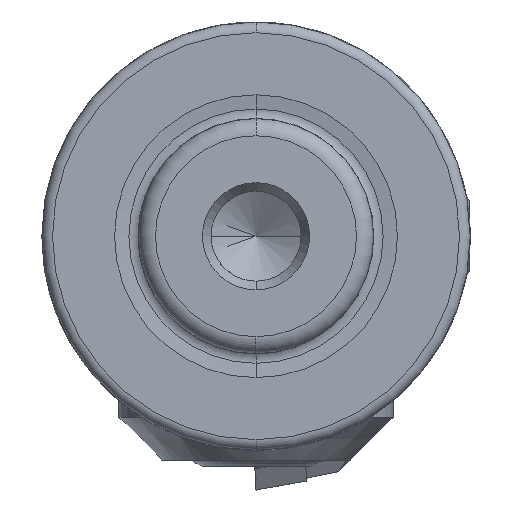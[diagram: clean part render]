
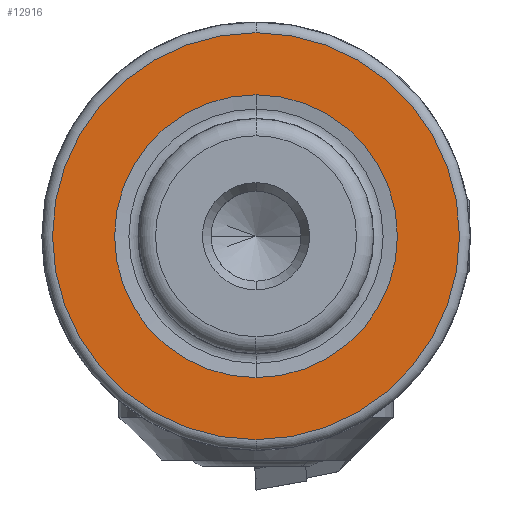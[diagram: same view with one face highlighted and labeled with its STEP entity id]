
A CAD part, left-side view. The second image highlights one B-rep face of the part: STEP entity #12916.
In plain terms, the highlighted planar face has unit normal (-1, 0, 0).
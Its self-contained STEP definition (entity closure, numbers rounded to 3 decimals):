
#219 = DIRECTION ( 'NONE',  ( -1., 0., 0. ) ) ;
#954 = CIRCLE ( 'NONE', #21688, 6.603 ) ;
#1081 = PLANE ( 'NONE',  #9200 ) ;
#1432 = EDGE_LOOP ( 'NONE', ( #4644, #8980 ) ) ;
#1797 = FACE_BOUND ( 'NONE', #1432, .T. ) ;
#2664 = VERTEX_POINT ( 'NONE', #19740 ) ;
#3206 = DIRECTION ( 'NONE',  ( 1., 0., 0. ) ) ;
#3470 = CARTESIAN_POINT ( 'NONE',  ( 0., 0., 0. ) ) ;
#3671 = CIRCLE ( 'NONE', #3868, 9.5 ) ;
#3868 = AXIS2_PLACEMENT_3D ( 'NONE', #11976, #27122, #14189 ) ;
#4644 = ORIENTED_EDGE ( 'NONE', *, *, #26610, .F. ) ;
#4785 = VERTEX_POINT ( 'NONE', #27767 ) ;
#4889 = EDGE_CURVE ( 'NONE', #11042, #15932, #6761, .T. ) ;
#5600 = DIRECTION ( 'NONE',  ( 0., 0., 1. ) ) ;
#6175 = EDGE_CURVE ( 'NONE', #15932, #11042, #3671, .T. ) ;
#6761 = CIRCLE ( 'NONE', #16762, 9.5 ) ;
#8980 = ORIENTED_EDGE ( 'NONE', *, *, #25762, .F. ) ;
#9200 = AXIS2_PLACEMENT_3D ( 'NONE', #13923, #3206, #18231 ) ;
#10555 = CARTESIAN_POINT ( 'NONE',  ( 0., 0., 9.5 ) ) ;
#10766 = CARTESIAN_POINT ( 'NONE',  ( 0., 0., 0. ) ) ;
#10788 = CARTESIAN_POINT ( 'NONE',  ( 0., 0., -9.5 ) ) ;
#11042 = VERTEX_POINT ( 'NONE', #10788 ) ;
#11976 = CARTESIAN_POINT ( 'NONE',  ( 0., 0., 0. ) ) ;
#12620 = AXIS2_PLACEMENT_3D ( 'NONE', #3470, #18474, #5600 ) ;
#12916 = ADVANCED_FACE ( 'NONE', ( #1797, #18926 ), #1081, .F. ) ;
#12949 = DIRECTION ( 'NONE',  ( 0., 0., 1. ) ) ;
#13030 = CARTESIAN_POINT ( 'NONE',  ( 0., 0., 0. ) ) ;
#13923 = CARTESIAN_POINT ( 'NONE',  ( 0., 6.603, 0. ) ) ;
#14189 = DIRECTION ( 'NONE',  ( 0., 0., 1. ) ) ;
#15234 = DIRECTION ( 'NONE',  ( 0., 0., 1. ) ) ;
#15932 = VERTEX_POINT ( 'NONE', #10555 ) ;
#16762 = AXIS2_PLACEMENT_3D ( 'NONE', #13030, #219, #15234 ) ;
#18231 = DIRECTION ( 'NONE',  ( 0., 0., -1. ) ) ;
#18406 = ORIENTED_EDGE ( 'NONE', *, *, #4889, .T. ) ;
#18474 = DIRECTION ( 'NONE',  ( -1., 0., 0. ) ) ;
#18926 = FACE_OUTER_BOUND ( 'NONE', #22844, .T. ) ;
#19740 = CARTESIAN_POINT ( 'NONE',  ( 0., 0., -6.603 ) ) ;
#21688 = AXIS2_PLACEMENT_3D ( 'NONE', #10766, #25902, #12949 ) ;
#21723 = ORIENTED_EDGE ( 'NONE', *, *, #6175, .T. ) ;
#22844 = EDGE_LOOP ( 'NONE', ( #21723, #18406 ) ) ;
#25762 = EDGE_CURVE ( 'NONE', #2664, #4785, #26548, .T. ) ;
#25902 = DIRECTION ( 'NONE',  ( -1., 0., 0. ) ) ;
#26548 = CIRCLE ( 'NONE', #12620, 6.603 ) ;
#26610 = EDGE_CURVE ( 'NONE', #4785, #2664, #954, .T. ) ;
#27122 = DIRECTION ( 'NONE',  ( -1., 0., 0. ) ) ;
#27767 = CARTESIAN_POINT ( 'NONE',  ( 0., 0., 6.603 ) ) ;
